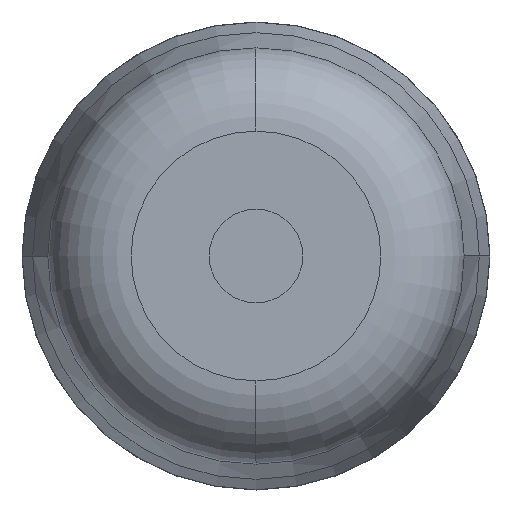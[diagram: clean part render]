
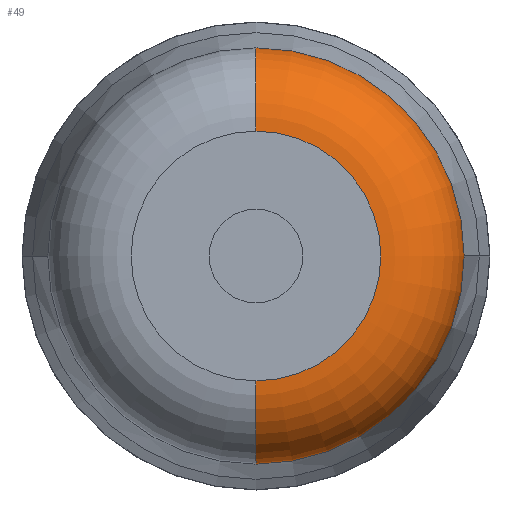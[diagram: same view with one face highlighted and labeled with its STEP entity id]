
A CAD part, left-side view. The second image highlights one B-rep face of the part: STEP entity #49.
In plain terms, the highlighted toroidal (fillet/blend) face has major radius 8.005 mm and minor radius 5.336 mm.
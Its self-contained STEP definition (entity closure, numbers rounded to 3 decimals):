
#49=ADVANCED_FACE('',(#91),#92,.T.);
#91=FACE_OUTER_BOUND('',#169,.T.);
#92=TOROIDAL_SURFACE('',#170,8.005,5.336);
#169=EDGE_LOOP('',(#266,#267,#268,#269,#270));
#170=AXIS2_PLACEMENT_3D('',#271,#272,#273);
#266=ORIENTED_EDGE('',*,*,#563,.F.);
#267=ORIENTED_EDGE('',*,*,#564,.F.);
#268=ORIENTED_EDGE('',*,*,#565,.T.);
#269=ORIENTED_EDGE('',*,*,#566,.T.);
#270=ORIENTED_EDGE('',*,*,#567,.T.);
#271=CARTESIAN_POINT('',(-56.569,0.0,0.0));
#272=DIRECTION('',(1.0,0.0,0.0));
#273=DIRECTION('',(0.0,0.0,-1.0));
#563=EDGE_CURVE('',#675,#676,#677,.T.);
#564=EDGE_CURVE('',#678,#675,#679,.T.);
#565=EDGE_CURVE('',#678,#680,#681,.T.);
#566=EDGE_CURVE('',#680,#682,#683,.T.);
#567=EDGE_CURVE('',#682,#676,#684,.T.);
#675=VERTEX_POINT('',#833);
#676=VERTEX_POINT('',#834);
#677=CIRCLE('',#835,13.341);
#678=VERTEX_POINT('',#836);
#679=CIRCLE('',#837,13.341);
#680=VERTEX_POINT('',#838);
#681=CIRCLE('',#839,5.336);
#682=VERTEX_POINT('',#840);
#683=CIRCLE('',#841,8.005);
#684=CIRCLE('',#842,5.336);
#833=CARTESIAN_POINT('',(-56.569,-13.341,0.));
#834=CARTESIAN_POINT('',(-56.569,0.,-13.341));
#835=AXIS2_PLACEMENT_3D('',#1025,#1026,#1027);
#836=CARTESIAN_POINT('',(-56.569,0.,13.341));
#837=AXIS2_PLACEMENT_3D('',#1028,#1029,#1030);
#838=CARTESIAN_POINT('',(-61.906,0.,8.005));
#839=AXIS2_PLACEMENT_3D('',#1031,#1032,#1033);
#840=CARTESIAN_POINT('',(-61.906,0.,-8.005));
#841=AXIS2_PLACEMENT_3D('',#1034,#1035,#1036);
#842=AXIS2_PLACEMENT_3D('',#1037,#1038,#1039);
#1025=CARTESIAN_POINT('',(-56.569,0.0,0.0));
#1026=DIRECTION('',(1.0,0.0,0.0));
#1027=DIRECTION('',(0.0,1.0,0.0));
#1028=CARTESIAN_POINT('',(-56.569,0.0,0.0));
#1029=DIRECTION('',(1.0,0.0,0.0));
#1030=DIRECTION('',(0.0,1.0,0.0));
#1031=CARTESIAN_POINT('',(-56.569,0.,8.005));
#1032=DIRECTION('',(0.0,-1.0,0.));
#1033=DIRECTION('',(0.0,0.,1.0));
#1034=CARTESIAN_POINT('',(-61.906,0.0,0.0));
#1035=DIRECTION('',(1.0,0.0,0.0));
#1036=DIRECTION('',(0.0,1.0,0.0));
#1037=CARTESIAN_POINT('',(-56.569,0.,-8.005));
#1038=DIRECTION('',(0.0,-1.0,0.));
#1039=DIRECTION('',(0.0,0.,-1.0));
